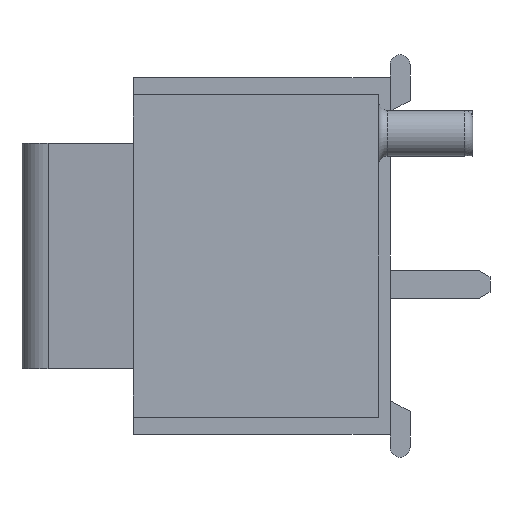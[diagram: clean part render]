
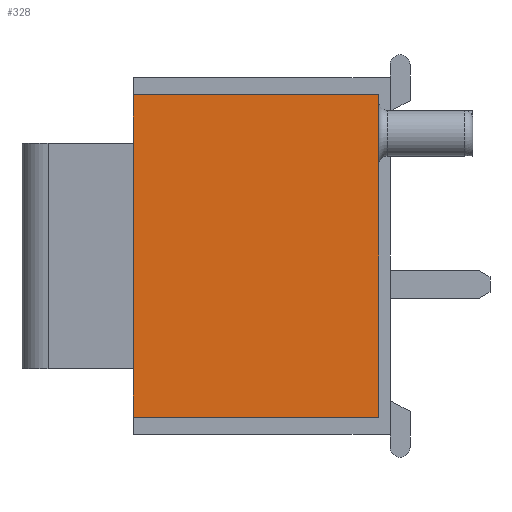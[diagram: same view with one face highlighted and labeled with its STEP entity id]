
A CAD part, left-side view. The second image highlights one B-rep face of the part: STEP entity #328.
In plain terms, the highlighted planar face has unit normal (-1, 0, 0).
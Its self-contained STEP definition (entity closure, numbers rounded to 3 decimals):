
#328 = ADVANCED_FACE( '', ( #733 ), #734, .F. );
#733 = FACE_OUTER_BOUND( '', #1222, .T. );
#734 = PLANE( '', #1223 );
#1222 = EDGE_LOOP( '', ( #2006, #2007, #2008, #2009, #2010, #2011 ) );
#1223 = AXIS2_PLACEMENT_3D( '', #2012, #2013, #2014 );
#2006 = ORIENTED_EDGE( '', *, *, #3333, .T. );
#2007 = ORIENTED_EDGE( '', *, *, #3334, .T. );
#2008 = ORIENTED_EDGE( '', *, *, #3335, .T. );
#2009 = ORIENTED_EDGE( '', *, *, #3199, .T. );
#2010 = ORIENTED_EDGE( '', *, *, #3158, .F. );
#2011 = ORIENTED_EDGE( '', *, *, #3336, .F. );
#2012 = CARTESIAN_POINT( '', ( -5.05, 4.5, 3.125 ) );
#2013 = DIRECTION( '', ( 1., 0., 0. ) );
#2014 = DIRECTION( '', ( 0., 0., -1. ) );
#3158 = EDGE_CURVE( '', #3846, #3848, #3849, .T. );
#3199 = EDGE_CURVE( '', #3919, #3848, #3920, .T. );
#3333 = EDGE_CURVE( '', #4132, #4133, #4134, .T. );
#3334 = EDGE_CURVE( '', #4133, #3966, #4135, .T. );
#3335 = EDGE_CURVE( '', #3966, #3919, #4136, .T. );
#3336 = EDGE_CURVE( '', #4132, #3846, #4137, .T. );
#3846 = VERTEX_POINT( '', #4821 );
#3848 = VERTEX_POINT( '', #4824 );
#3849 = LINE( '', #4825, #4826 );
#3919 = VERTEX_POINT( '', #4928 );
#3920 = LINE( '', #4929, #4930 );
#3966 = VERTEX_POINT( '', #4998 );
#4132 = VERTEX_POINT( '', #5233 );
#4133 = VERTEX_POINT( '', #5234 );
#4134 = LINE( '', #5235, #5236 );
#4135 = LINE( '', #5237, #5238 );
#4136 = LINE( '', #5239, #5240 );
#4137 = LINE( '', #5241, #5242 );
#4821 = CARTESIAN_POINT( '', ( -5.05, 0.2, 2.825 ) );
#4824 = CARTESIAN_POINT( '', ( -5.05, 0.2, -2.825 ) );
#4825 = CARTESIAN_POINT( '', ( -5.05, 0.2, 3.125 ) );
#4826 = VECTOR( '', #5974, 1000. );
#4928 = CARTESIAN_POINT( '', ( -5.05, 4.5, -2.825 ) );
#4929 = CARTESIAN_POINT( '', ( -5.05, 5.6, -2.825 ) );
#4930 = VECTOR( '', #6007, 1000. );
#4998 = CARTESIAN_POINT( '', ( -5.05, 4.5, -1.975 ) );
#5233 = CARTESIAN_POINT( '', ( -5.05, 4.5, 2.825 ) );
#5234 = CARTESIAN_POINT( '', ( -5.05, 4.5, 1.975 ) );
#5235 = CARTESIAN_POINT( '', ( -5.05, 4.5, 3.125 ) );
#5236 = VECTOR( '', #6141, 1000. );
#5237 = CARTESIAN_POINT( '', ( -5.05, 4.5, 1.975 ) );
#5238 = VECTOR( '', #6142, 1000. );
#5239 = CARTESIAN_POINT( '', ( -5.05, 4.5, 3.125 ) );
#5240 = VECTOR( '', #6143, 1000. );
#5241 = CARTESIAN_POINT( '', ( -5.05, 5.6, 2.825 ) );
#5242 = VECTOR( '', #6144, 1000. );
#5974 = DIRECTION( '', ( 0., 0., -1. ) );
#6007 = DIRECTION( '', ( 0., -1., 0. ) );
#6141 = DIRECTION( '', ( 0., 0., -1. ) );
#6142 = DIRECTION( '', ( 0., 0., -1. ) );
#6143 = DIRECTION( '', ( 0., 0., -1. ) );
#6144 = DIRECTION( '', ( 0., -1., 0. ) );
